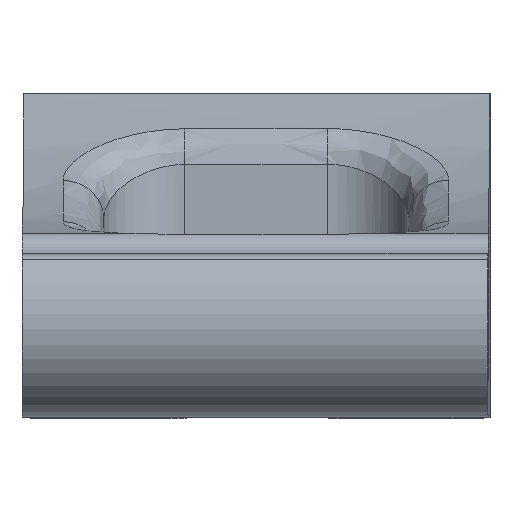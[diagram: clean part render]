
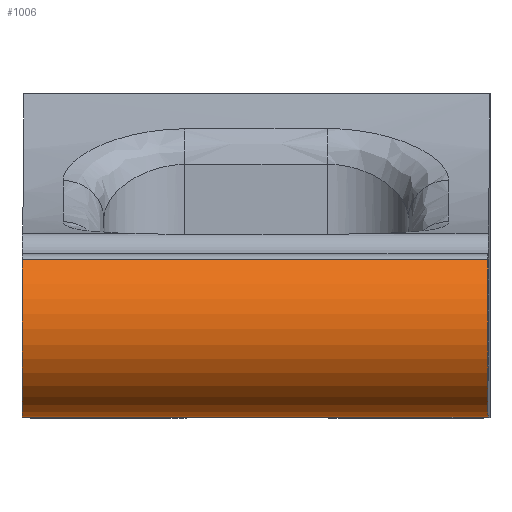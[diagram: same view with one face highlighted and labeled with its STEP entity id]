
A CAD part, top view. The second image highlights one B-rep face of the part: STEP entity #1006.
In plain terms, the highlighted cylindrical face has radius 2.25 mm (diameter 4.5 mm), a partial arc.
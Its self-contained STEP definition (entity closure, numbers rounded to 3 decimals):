
#76=FACE_OUTER_BOUND('',#135,.T.);
#135=EDGE_LOOP('',(#703,#704,#705,#706));
#202=LINE('',#1542,#286);
#203=LINE('',#1544,#287);
#286=VECTOR('',#1237,10.);
#287=VECTOR('',#1240,10.);
#363=CIRCLE('',#1081,2.25);
#367=CIRCLE('',#1088,2.25);
#423=VERTEX_POINT('',#1513);
#424=VERTEX_POINT('',#1515);
#428=VERTEX_POINT('',#1529);
#429=VERTEX_POINT('',#1531);
#522=EDGE_CURVE('',#423,#424,#363,.T.);
#530=EDGE_CURVE('',#428,#429,#367,.T.);
#536=EDGE_CURVE('',#424,#428,#202,.T.);
#537=EDGE_CURVE('',#423,#429,#203,.T.);
#703=ORIENTED_EDGE('',*,*,#536,.F.);
#704=ORIENTED_EDGE('',*,*,#522,.F.);
#705=ORIENTED_EDGE('',*,*,#537,.T.);
#706=ORIENTED_EDGE('',*,*,#530,.F.);
#980=CYLINDRICAL_SURFACE('',#1093,2.25);
#1006=ADVANCED_FACE('',(#76),#980,.T.);
#1081=AXIS2_PLACEMENT_3D('',#1516,#1207,#1208);
#1088=AXIS2_PLACEMENT_3D('',#1532,#1225,#1226);
#1093=AXIS2_PLACEMENT_3D('',#1543,#1238,#1239);
#1207=DIRECTION('center_axis',(-1.,0.,-0.003));
#1208=DIRECTION('ref_axis',(0.,-1.,0.));
#1225=DIRECTION('center_axis',(1.,0.,0.003));
#1226=DIRECTION('ref_axis',(0.,-1.,0.));
#1237=DIRECTION('',(1.,0.,0.003));
#1238=DIRECTION('center_axis',(1.,0.,0.003));
#1239=DIRECTION('ref_axis',(0.,-1.,0.));
#1240=DIRECTION('',(1.,0.,0.003));
#1513=CARTESIAN_POINT('',(-3.052,0.,15.868));
#1515=CARTESIAN_POINT('',(-3.057,3.884,17.416));
#1516=CARTESIAN_POINT('Origin',(-3.052,2.25,15.868));
#1529=CARTESIAN_POINT('',(8.438,3.884,17.453));
#1531=CARTESIAN_POINT('',(8.443,0.,15.906));
#1532=CARTESIAN_POINT('Origin',(8.443,2.25,15.906));
#1542=CARTESIAN_POINT('',(-3.057,3.884,17.416));
#1543=CARTESIAN_POINT('Origin',(-3.052,2.25,15.868));
#1544=CARTESIAN_POINT('',(-3.052,0.,15.868));
